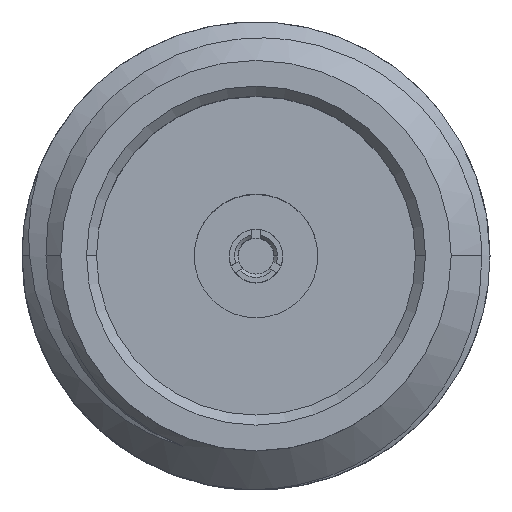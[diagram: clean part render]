
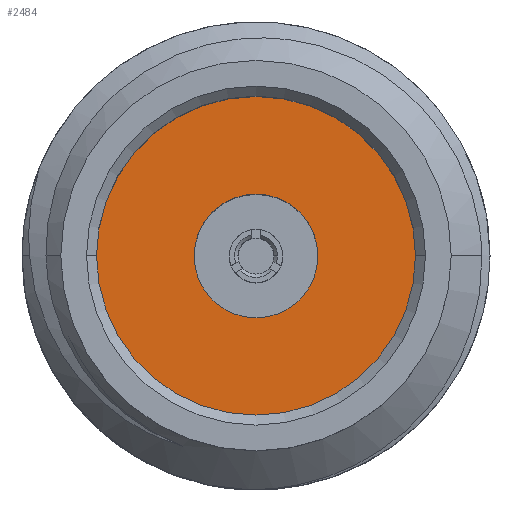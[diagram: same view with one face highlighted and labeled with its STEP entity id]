
A CAD part, top view. The second image highlights one B-rep face of the part: STEP entity #2484.
In plain terms, the highlighted planar face has unit normal (0, 0, 1).
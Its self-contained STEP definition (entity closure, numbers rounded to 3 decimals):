
#398 = DIRECTION ( 'NONE',  ( 0., 0., -1. ) ) ;
#455 = ORIENTED_EDGE ( 'NONE', *, *, #1656, .F. ) ;
#507 = DIRECTION ( 'NONE',  ( 0., 0., 1. ) ) ;
#524 = DIRECTION ( 'NONE',  ( 0., 0., 1. ) ) ;
#576 = ORIENTED_EDGE ( 'NONE', *, *, #5417, .F. ) ;
#845 = ORIENTED_EDGE ( 'NONE', *, *, #2269, .F. ) ;
#941 = PLANE ( 'NONE',  #2566 ) ;
#955 = DIRECTION ( 'NONE',  ( 0., 0., 1. ) ) ;
#1004 = CARTESIAN_POINT ( 'NONE',  ( -2.385, 0., -1.55 ) ) ;
#1046 = CARTESIAN_POINT ( 'NONE',  ( 2.385, 0., -1.55 ) ) ;
#1298 = VERTEX_POINT ( 'NONE', #1046 ) ;
#1466 = DIRECTION ( 'NONE',  ( 1., 0., 0. ) ) ;
#1521 = VERTEX_POINT ( 'NONE', #4405 ) ;
#1584 = DIRECTION ( 'NONE',  ( 1., 0., 0. ) ) ;
#1656 = EDGE_CURVE ( 'NONE', #2463, #1521, #1930, .T. ) ;
#1698 = DIRECTION ( 'NONE',  ( 0., 0., -1. ) ) ;
#1847 = AXIS2_PLACEMENT_3D ( 'NONE', #2975, #398, #1584 ) ;
#1930 = CIRCLE ( 'NONE', #2275, 0.925 ) ;
#2058 = EDGE_CURVE ( 'NONE', #1521, #2463, #2653, .T. ) ;
#2139 = CIRCLE ( 'NONE', #2324, 2.385 ) ;
#2220 = DIRECTION ( 'NONE',  ( 1., 0., 0. ) ) ;
#2269 = EDGE_CURVE ( 'NONE', #1298, #4738, #4259, .T. ) ;
#2275 = AXIS2_PLACEMENT_3D ( 'NONE', #4767, #955, #2646 ) ;
#2324 = AXIS2_PLACEMENT_3D ( 'NONE', #2933, #1698, #2560 ) ;
#2463 = VERTEX_POINT ( 'NONE', #2633 ) ;
#2483 = AXIS2_PLACEMENT_3D ( 'NONE', #2589, #507, #2220 ) ;
#2484 = ADVANCED_FACE ( 'NONE', ( #3050, #4754 ), #941, .T. ) ;
#2560 = DIRECTION ( 'NONE',  ( 1., 0., 0. ) ) ;
#2566 = AXIS2_PLACEMENT_3D ( 'NONE', #4338, #524, #1466 ) ;
#2589 = CARTESIAN_POINT ( 'NONE',  ( 0., 0., -1.55 ) ) ;
#2633 = CARTESIAN_POINT ( 'NONE',  ( -0.925, 0., -1.55 ) ) ;
#2646 = DIRECTION ( 'NONE',  ( 1., 0., 0. ) ) ;
#2653 = CIRCLE ( 'NONE', #2483, 0.925 ) ;
#2933 = CARTESIAN_POINT ( 'NONE',  ( 0., 0., -1.55 ) ) ;
#2975 = CARTESIAN_POINT ( 'NONE',  ( 0., 0., -1.55 ) ) ;
#3050 = FACE_BOUND ( 'NONE', #5117, .T. ) ;
#4259 = CIRCLE ( 'NONE', #1847, 2.385 ) ;
#4338 = CARTESIAN_POINT ( 'NONE',  ( 0., 0., -1.55 ) ) ;
#4405 = CARTESIAN_POINT ( 'NONE',  ( 0.925, 0., -1.55 ) ) ;
#4738 = VERTEX_POINT ( 'NONE', #1004 ) ;
#4754 = FACE_OUTER_BOUND ( 'NONE', #5336, .T. ) ;
#4767 = CARTESIAN_POINT ( 'NONE',  ( 0., 0., -1.55 ) ) ;
#5117 = EDGE_LOOP ( 'NONE', ( #5118, #455 ) ) ;
#5118 = ORIENTED_EDGE ( 'NONE', *, *, #2058, .F. ) ;
#5336 = EDGE_LOOP ( 'NONE', ( #845, #576 ) ) ;
#5417 = EDGE_CURVE ( 'NONE', #4738, #1298, #2139, .T. ) ;
